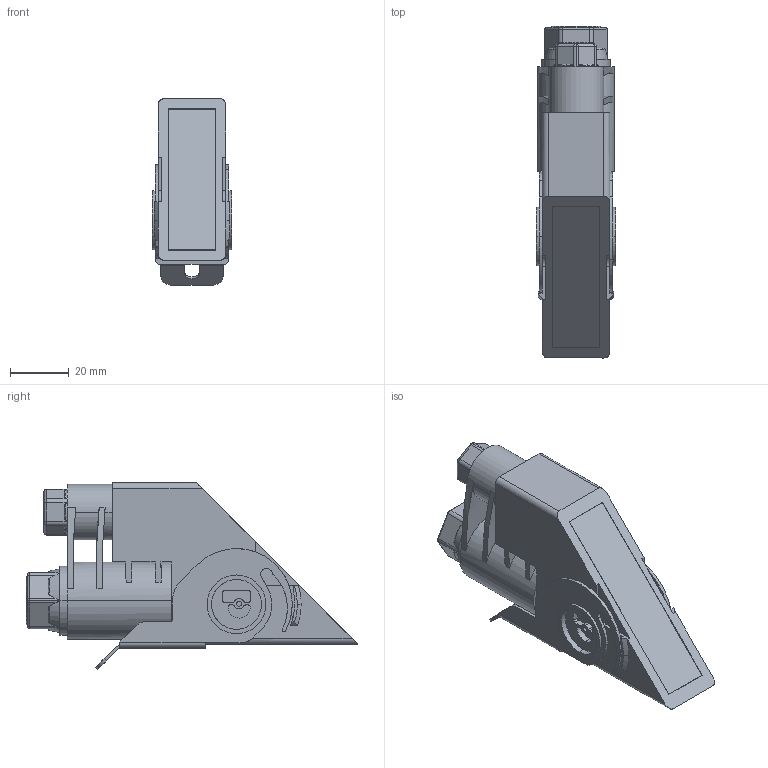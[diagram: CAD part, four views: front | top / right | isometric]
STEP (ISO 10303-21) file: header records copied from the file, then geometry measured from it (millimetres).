
FILE_DESCRIPTION(('SolidDesigner STEP Export'),'2;1');
FILE_NAME('IBS-RL-ST-CU-BG.stp','2003-06-25T10:03:12',(''),(''),'OneSpaceDesigner STEP processor Version: 9.0 (March 2001)for AP214(CD)(Solid Model)','CoCreate OneSpaceDesigner: 11.50A 18-Jul-2002(C) CoCreate Software GmbH','');
FILE_SCHEMA(('AUTOMOTIVE_DESIGN_CC2 {1 2 10303 214 -1 1 5 1}'));
Length unit declared in the file: millimetre
Products named in the file (2): IBS-RL-ST-CU-BG
Assembly tree (1 placements, depth 2):
  IBS-RL-ST-CU-BG
    IBS-RL-ST-CU-BG
Bounding box: 27 x 113.04 x 63.55 mm (x, y, z)
Volume: 89634.9 mm3; surface area: 20365.1 mm2
Topology: 1 solids, 1 shells, 355 faces, 972 edges, 626 vertices
Faces by surface type: plane 155, cylinder 148, torus 36, cone 16
Entity records: 19245 total; most frequent: CARTESIAN_POINT 7958, ORIENTED_EDGE 1944, DIRECTION 1603, EDGE_CURVE 972, VERTEX_POINT 626, AXIS2_PLACEMENT_3D 575, VECTOR 453, LINE 453
